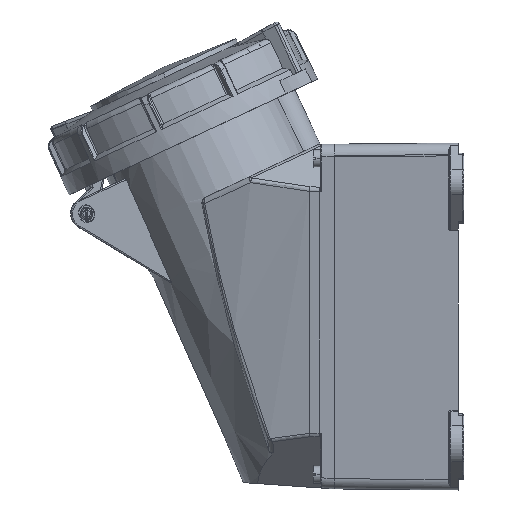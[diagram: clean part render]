
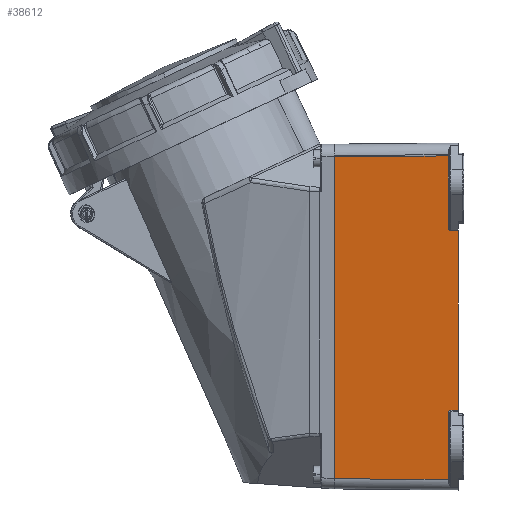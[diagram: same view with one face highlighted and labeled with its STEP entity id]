
A CAD part, left-side view. The second image highlights one B-rep face of the part: STEP entity #38612.
In plain terms, the highlighted face is planar.
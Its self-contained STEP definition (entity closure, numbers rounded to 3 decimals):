
#467 = LINE ( 'NONE', #24309, #8618 ) ;
#868 = EDGE_CURVE ( 'NONE', #32576, #37798, #29634, .T. ) ;
#1520 = EDGE_CURVE ( 'NONE', #33908, #26022, #467, .T. ) ;
#1816 = CARTESIAN_POINT ( 'NONE',  ( -34.529, 1842.516, 3.081 ) ) ;
#2345 = VERTEX_POINT ( 'NONE', #43496 ) ;
#2447 = VERTEX_POINT ( 'NONE', #17735 ) ;
#4477 = FACE_OUTER_BOUND ( 'NONE', #28777, .T. ) ;
#5228 = CARTESIAN_POINT ( 'NONE',  ( 28.296, 1835.576, 3.496 ) ) ;
#6588 = CARTESIAN_POINT ( 'NONE',  ( -60.316, 1845.013, 43. ) ) ;
#6670 = VECTOR ( 'NONE', #24658, 1000. ) ;
#6758 = EDGE_CURVE ( 'NONE', #20217, #19806, #11428, .T. ) ;
#6877 = ORIENTED_EDGE ( 'NONE', *, *, #12535, .T. ) ;
#8227 = DIRECTION ( 'NONE',  ( -0.994, 0.11, 0. ) ) ;
#8618 = VECTOR ( 'NONE', #35748, 1000. ) ;
#9162 = CARTESIAN_POINT ( 'NONE',  ( -35.208, 1842.588, 3.496 ) ) ;
#9164 = CARTESIAN_POINT ( 'NONE',  ( -60.31, 1845.007, 43.59 ) ) ;
#10143 = ORIENTED_EDGE ( 'NONE', *, *, #1520, .T. ) ;
#10406 = VECTOR ( 'NONE', #39830, 1000. ) ;
#11428 = LINE ( 'NONE', #15250, #16621 ) ;
#12535 = EDGE_CURVE ( 'NONE', #37798, #2345, #31382, .T. ) ;
#13000 = EDGE_CURVE ( 'NONE', #2345, #40796, #28491, .T. ) ;
#14617 =( BOUNDED_CURVE ( )  B_SPLINE_CURVE ( 3, ( #44071, #5228, #39542, #48098 ),
 .UNSPECIFIED., .F., .T. ) 
 B_SPLINE_CURVE_WITH_KNOTS ( ( 4, 4 ),
 ( 1.588, 3.159 ),
 .UNSPECIFIED. ) 
 CURVE ( )  GEOMETRIC_REPRESENTATION_ITEM ( )  RATIONAL_B_SPLINE_CURVE ( ( 1., 0.805, 0.805, 1. ) ) 
 REPRESENTATION_ITEM ( '' )  );
#14692 = CARTESIAN_POINT ( 'NONE',  ( -34.535, 1842.522, 2.498 ) ) ;
#15250 = CARTESIAN_POINT ( 'NONE',  ( -0.475, 1838.752, 3.496 ) ) ;
#15665 = ORIENTED_EDGE ( 'NONE', *, *, #31369, .T. ) ;
#16084 = DIRECTION ( 'NONE',  ( 0.009, 0.008, -1. ) ) ;
#16621 = VECTOR ( 'NONE', #42185, 1000. ) ;
#16798 = EDGE_CURVE ( 'NONE', #23680, #20217, #31341, .T. ) ;
#17511 = ORIENTED_EDGE ( 'NONE', *, *, #40897, .T. ) ;
#17735 = CARTESIAN_POINT ( 'NONE',  ( -34.561, 1842.547, 0. ) ) ;
#17917 = CARTESIAN_POINT ( 'NONE',  ( 28.974, 1835.501, 3.496 ) ) ;
#18378 = DIRECTION ( 'NONE',  ( 0.994, -0.11, 0. ) ) ;
#18923 = DIRECTION ( 'NONE',  ( 0.11, 0.994, 0.009 ) ) ;
#19806 = VERTEX_POINT ( 'NONE', #17917 ) ;
#20217 = VERTEX_POINT ( 'NONE', #33374 ) ;
#23506 = DIRECTION ( 'NONE',  ( 0.079, 0., -0.997 ) ) ;
#23680 = VERTEX_POINT ( 'NONE', #40779 ) ;
#23878 = VECTOR ( 'NONE', #18378, 1000. ) ;
#23991 = VECTOR ( 'NONE', #30200, 1000. ) ;
#24309 = CARTESIAN_POINT ( 'NONE',  ( 27.574, 1835.307, 43.151 ) ) ;
#24337 = LINE ( 'NONE', #47679, #10406 ) ;
#24658 = DIRECTION ( 'NONE',  ( 0.009, -0.01, 1. ) ) ;
#24673 = ORIENTED_EDGE ( 'NONE', *, *, #16798, .T. ) ;
#25248 = CARTESIAN_POINT ( 'NONE',  ( 55.342, 1832.62, 0. ) ) ;
#26022 = VERTEX_POINT ( 'NONE', #28594 ) ;
#27565 = CARTESIAN_POINT ( 'NONE',  ( -0.475, 1838.752, 3.496 ) ) ;
#28361 = ORIENTED_EDGE ( 'NONE', *, *, #38879, .F. ) ;
#28491 = LINE ( 'NONE', #9164, #6670 ) ;
#28594 = CARTESIAN_POINT ( 'NONE',  ( 27.838, 1835.657, 0. ) ) ;
#28777 = EDGE_LOOP ( 'NONE', ( #30510, #6877, #50014, #35633, #24673, #29332, #15665, #10143, #28361, #17511 ) ) ;
#29332 = ORIENTED_EDGE ( 'NONE', *, *, #6758, .T. ) ;
#29634 =( BOUNDED_CURVE ( )  B_SPLINE_CURVE ( 3, ( #35626, #1816, #9162, #35860 ),
 .UNSPECIFIED., .F., .F. ) 
 B_SPLINE_CURVE_WITH_KNOTS ( ( 4, 4 ),
 ( 3.131, 4.701 ),
 .UNSPECIFIED. ) 
 CURVE ( )  GEOMETRIC_REPRESENTATION_ITEM ( )  RATIONAL_B_SPLINE_CURVE ( ( 1., 0.805, 0.805, 1. ) ) 
 REPRESENTATION_ITEM ( '' )  );
#30200 = DIRECTION ( 'NONE',  ( 0.011, -0.01, 1. ) ) ;
#30510 = ORIENTED_EDGE ( 'NONE', *, *, #868, .T. ) ;
#31073 = CARTESIAN_POINT ( 'NONE',  ( -34.535, 1842.522, 2.496 ) ) ;
#31341 = LINE ( 'NONE', #35127, #32080 ) ;
#31369 = EDGE_CURVE ( 'NONE', #19806, #33908, #14617, .T. ) ;
#31382 = LINE ( 'NONE', #27565, #34237 ) ;
#32080 = VECTOR ( 'NONE', #16084, 1000. ) ;
#32576 = VERTEX_POINT ( 'NONE', #31073 ) ;
#33374 = CARTESIAN_POINT ( 'NONE',  ( 52.029, 1832.955, 3.496 ) ) ;
#33424 = EDGE_CURVE ( 'NONE', #40796, #23680, #24337, .T. ) ;
#33908 = VERTEX_POINT ( 'NONE', #44192 ) ;
#34237 = VECTOR ( 'NONE', #8227, 1000. ) ;
#34942 = PLANE ( 'NONE',  #47358 ) ;
#35127 = CARTESIAN_POINT ( 'NONE',  ( 51.681, 1832.643, 43.415 ) ) ;
#35626 = CARTESIAN_POINT ( 'NONE',  ( -34.535, 1842.522, 2.496 ) ) ;
#35633 = ORIENTED_EDGE ( 'NONE', *, *, #33424, .T. ) ;
#35748 = DIRECTION ( 'NONE',  ( 0.006, 0.008, -1. ) ) ;
#35860 = CARTESIAN_POINT ( 'NONE',  ( -36.176, 1842.694, 3.496 ) ) ;
#37798 = VERTEX_POINT ( 'NONE', #44789 ) ;
#38612 = ADVANCED_FACE ( 'NONE', ( #4477 ), #34942, .T. ) ;
#38879 = EDGE_CURVE ( 'NONE', #2447, #26022, #41005, .T. ) ;
#39542 = CARTESIAN_POINT ( 'NONE',  ( 27.82, 1835.632, 3.081 ) ) ;
#39830 = DIRECTION ( 'NONE',  ( 0.994, -0.11, 0. ) ) ;
#40779 = CARTESIAN_POINT ( 'NONE',  ( 51.685, 1832.646, 43. ) ) ;
#40796 = VERTEX_POINT ( 'NONE', #6588 ) ;
#40897 = EDGE_CURVE ( 'NONE', #2447, #32576, #45675, .T. ) ;
#41005 = LINE ( 'NONE', #25248, #23878 ) ;
#42185 = DIRECTION ( 'NONE',  ( -0.994, 0.11, 0. ) ) ;
#43073 = CARTESIAN_POINT ( 'NONE',  ( -0.513, 1838.41, 43.004 ) ) ;
#43496 = CARTESIAN_POINT ( 'NONE',  ( -60.66, 1845.398, 3.496 ) ) ;
#44071 = CARTESIAN_POINT ( 'NONE',  ( 28.974, 1835.501, 3.496 ) ) ;
#44192 = CARTESIAN_POINT ( 'NONE',  ( 27.823, 1835.637, 2.496 ) ) ;
#44789 = CARTESIAN_POINT ( 'NONE',  ( -36.176, 1842.694, 3.496 ) ) ;
#45675 = LINE ( 'NONE', #14692, #23991 ) ;
#47358 = AXIS2_PLACEMENT_3D ( 'NONE', #43073, #18923, #23506 ) ;
#47679 = CARTESIAN_POINT ( 'NONE',  ( 55.3, 1832.247, 43. ) ) ;
#48098 = CARTESIAN_POINT ( 'NONE',  ( 27.823, 1835.637, 2.496 ) ) ;
#50014 = ORIENTED_EDGE ( 'NONE', *, *, #13000, .T. ) ;
